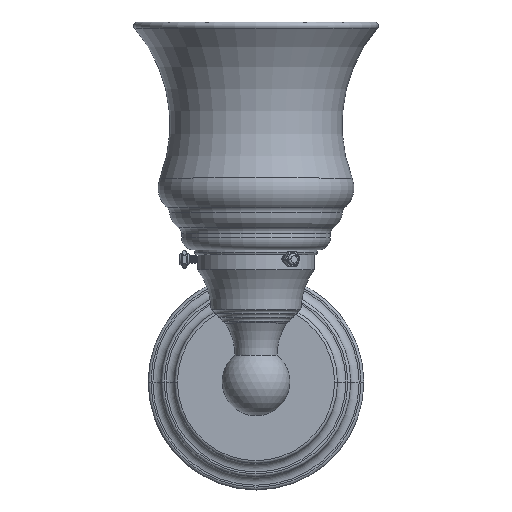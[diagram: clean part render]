
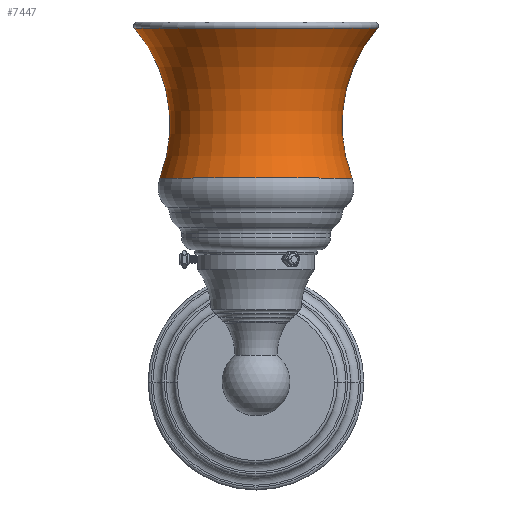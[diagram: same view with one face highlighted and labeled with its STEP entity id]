
A CAD part, top view. The second image highlights one B-rep face of the part: STEP entity #7447.
In plain terms, the highlighted toroidal (fillet/blend) face has major radius 124.12 mm and minor radius 78.486 mm.
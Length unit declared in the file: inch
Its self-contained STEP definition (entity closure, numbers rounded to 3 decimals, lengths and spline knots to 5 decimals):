
#1987=CARTESIAN_POINT('',(0.,4.252,3.881));
#1988=DIRECTION('',(0.,-1.,0.));
#1989=DIRECTION('',(1.,0.,0.));
#1990=AXIS2_PLACEMENT_3D('',#1987,#1988,#1989);
#1992=CARTESIAN_POINT('',(0.,7.37663,3.881));
#1993=DIRECTION('',(0.,1.,0.));
#1994=DIRECTION('',(-1.,0.,0.));
#1995=AXIS2_PLACEMENT_3D('',#1992,#1993,#1994);
#1997=CARTESIAN_POINT('',(4.88661,5.37389,3.881));
#1998=DIRECTION('',(0.,0.,-1.));
#1999=DIRECTION('',(-0.932,-0.363,0.));
#2000=AXIS2_PLACEMENT_3D('',#1997,#1998,#1999);
#2007=CARTESIAN_POINT('',(-4.88661,5.37389,3.881));
#2008=DIRECTION('',(0.,0.,1.));
#2009=DIRECTION('',(0.932,-0.363,0.));
#2010=AXIS2_PLACEMENT_3D('',#2007,#2008,#2009);
#5112=CARTESIAN_POINT('',(2.00747,4.252,3.881));
#5113=CARTESIAN_POINT('',(-2.00747,4.252,3.881));
#5114=VERTEX_POINT('',#5112);
#5115=VERTEX_POINT('',#5113);
#5132=CARTESIAN_POINT('',(2.53349,7.37663,3.881));
#5133=VERTEX_POINT('',#5132);
#5134=CARTESIAN_POINT('',(-2.53349,7.37663,3.881));
#5135=VERTEX_POINT('',#5134);
#7433=CARTESIAN_POINT('',(0.,5.37389,3.881));
#7434=DIRECTION('',(0.,-1.,0.));
#7435=DIRECTION('',(-1.,0.,0.));
#7436=AXIS2_PLACEMENT_3D('',#7433,#7434,#7435);
#7437=TOROIDAL_SURFACE('',#7436,4.88661,3.09);
#7439=ORIENTED_EDGE('',*,*,#7438,.F.);
#7440=ORIENTED_EDGE('',*,*,#7415,.T.);
#7442=ORIENTED_EDGE('',*,*,#7441,.T.);
#7444=ORIENTED_EDGE('',*,*,#7443,.T.);
#7445=EDGE_LOOP('',(#7439,#7440,#7442,#7444));
#7446=FACE_OUTER_BOUND('',#7445,.F.);
#7447=ADVANCED_FACE('',(#7446),#7437,.F.);
#1991=CIRCLE('',#1990,2.00747);
#1996=CIRCLE('',#1995,2.53349);
#2001=CIRCLE('',#2000,3.09);
#2011=CIRCLE('',#2010,3.09);
#7415=EDGE_CURVE('',#5114,#5115,#1991,.T.);
#7438=EDGE_CURVE('',#5114,#5133,#2001,.T.);
#7441=EDGE_CURVE('',#5115,#5135,#2011,.T.);
#7443=EDGE_CURVE('',#5135,#5133,#1996,.T.);
